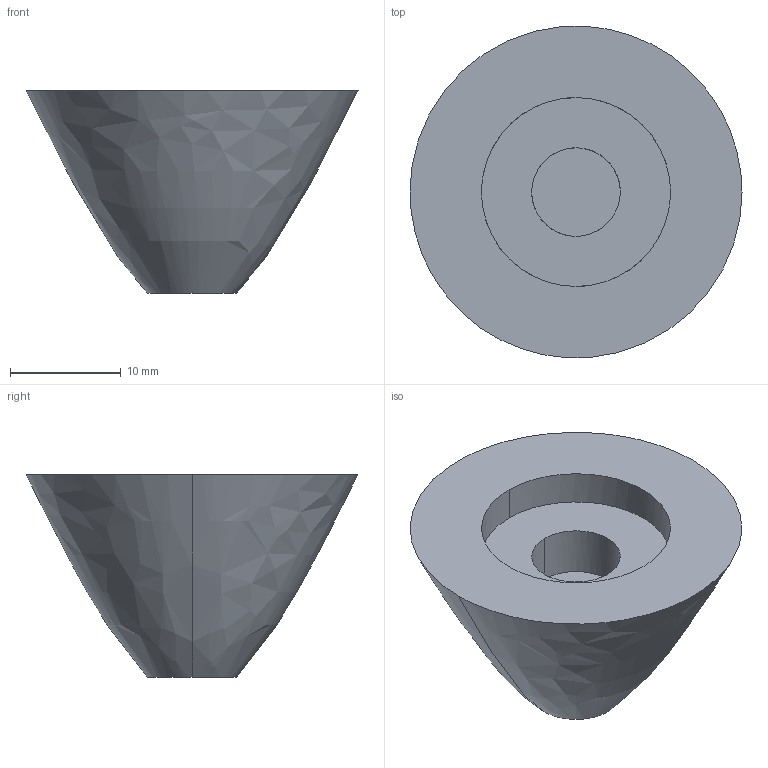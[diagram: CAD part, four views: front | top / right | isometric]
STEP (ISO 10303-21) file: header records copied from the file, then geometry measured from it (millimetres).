
FILE_DESCRIPTION ((), '1');
FILE_NAME ('pmmaLEDcollimator-small.STP', '2022-05-04T14:51:45', ('Unknown'), ('Unknown'), 'HarmonyWare STEP v2.0.6', 'HarmonyWare Translators', '');
FILE_SCHEMA (('CONFIG_CONTROL_DESIGN'));
Length unit declared in the file: millimetre
Products named in the file (1): NONE
Bounding box: 30 x 29.96 x 18.33 mm (x, y, z)
Volume: 5168.3 mm3; surface area: 2545 mm2
Topology: 1 solids, 1 shells, 13 faces, 30 edges, 19 vertices
Faces by surface type: cylinder 6, bspline 4, plane 3
Entity records: 811 total; most frequent: CARTESIAN_POINT 421, ORIENTED_EDGE 56, EDGE_CURVE 28, VERTEX_POINT 19, DIRECTION 18, EDGE_LOOP 15, FACE_OUTER_BOUND 13, ADVANCED_FACE 13
